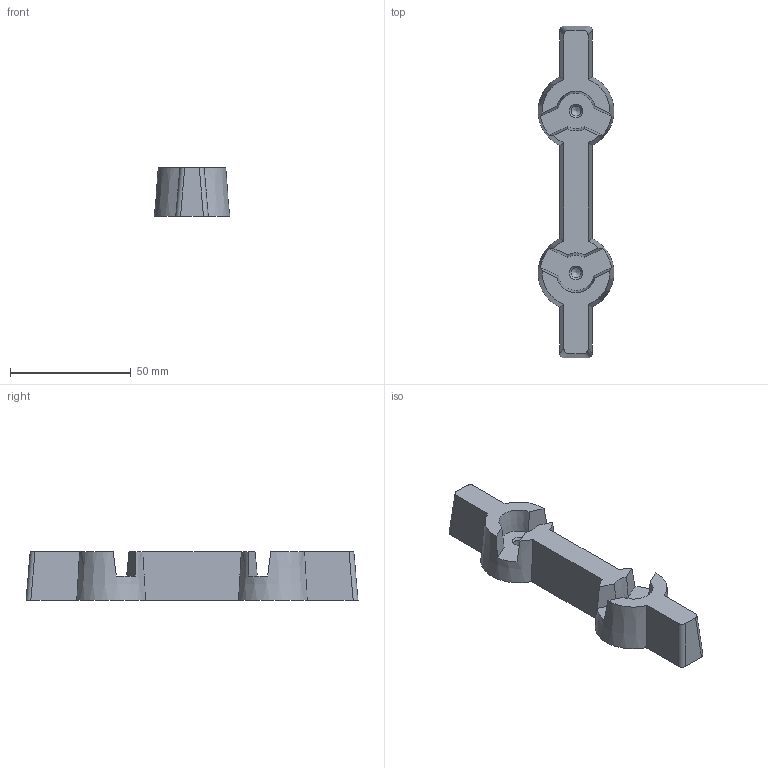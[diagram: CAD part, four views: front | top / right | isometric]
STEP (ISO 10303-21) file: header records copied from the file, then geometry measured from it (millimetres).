
FILE_DESCRIPTION(/* description */ ('','CAx-IF Rec.Pracs.---Representation and Presentation of Product Manufacturing Information (PMI)---4.0---2014-10-13'),/* implementation_level */ '2;1');
FILE_NAME(/* name */ 'keyboard-2-plate v18 - Base Middle.step',/* time_stamp */ '2025-01-19T13:37:25Z',/* author */ (''),/* organization */ (''),/* preprocessor_version */ 'ST-DEVELOPER v20',/* originating_system */ 'Autodesk Translation Framework v13.20.0.188',/* authorisation */ '');
FILE_SCHEMA (('AP242_MANAGED_MODEL_BASED_3D_ENGINEERING_MIM_LF { 1 0 10303 442 1 1 4 }'));
Length unit declared in the file: millimetre
Products named in the file (5): keyboard-2-plate; Base; Base-Feet; Supports; Support Center Screw
Assembly tree (4 placements, depth 5):
  keyboard-2-plate
    Base
      Base-Feet
        Supports
          Support Center Screw
Bounding box: 31.38 x 137.5 x 20 mm (x, y, z)
Volume: 39436.2 mm3; surface area: 11889.9 mm2
Topology: 1 solids, 1 shells, 40 faces, 118 edges, 80 vertices
Faces by surface type: plane 22, cone 12, cylinder 6
Full cylindrical faces by diameter (mm): 4.2 x2
Entity records: 1423 total; most frequent: CARTESIAN_POINT 309, ORIENTED_EDGE 232, DIRECTION 220, EDGE_CURVE 116, AXIS2_PLACEMENT_3D 87, VERTEX_POINT 80, LINE 46, VECTOR 46
